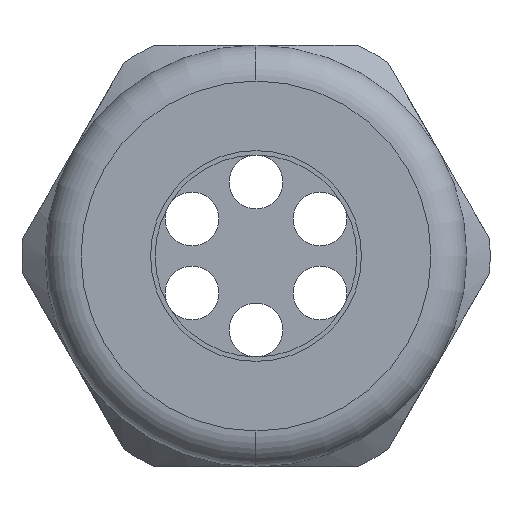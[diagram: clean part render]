
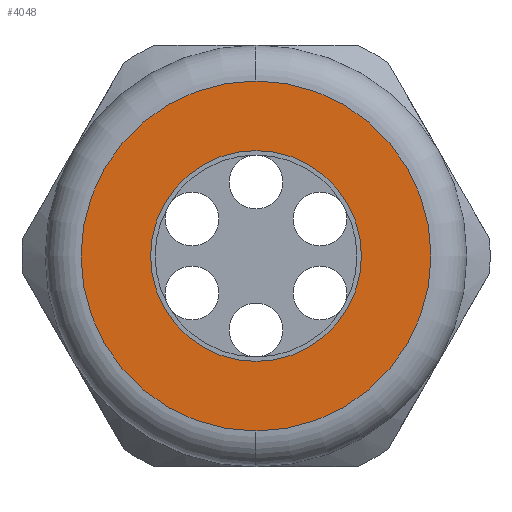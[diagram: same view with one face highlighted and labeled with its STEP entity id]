
A CAD part, left-side view. The second image highlights one B-rep face of the part: STEP entity #4048.
In plain terms, the highlighted planar face has unit normal (-1, 0, 0).
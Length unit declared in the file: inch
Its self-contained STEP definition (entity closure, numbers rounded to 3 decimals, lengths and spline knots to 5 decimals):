
#744 = VERTEX_POINT ( 'NONE', #2587 ) ;
#746 = EDGE_CURVE ( 'NONE', #747, #744, #2586, .T. ) ;
#747 = VERTEX_POINT ( 'NONE', #2641 ) ;
#775 = EDGE_CURVE ( 'NONE', #776, #777, #2655, .T. ) ;
#776 = VERTEX_POINT ( 'NONE', #2650 ) ;
#777 = VERTEX_POINT ( 'NONE', #2649 ) ;
#2583 = DIRECTION ( 'NONE',  ( -1., 0., 0. ) ) ;
#2584 = CARTESIAN_POINT ( 'NONE',  ( -1.25, 0., 0. ) ) ;
#2585 = AXIS2_PLACEMENT_3D ( 'NONE', #2584, #2583, #2642 ) ;
#2586 = CIRCLE ( 'NONE', #2585, 0.39 ) ;
#2587 = CARTESIAN_POINT ( 'NONE',  ( -1.25, 0., -0.39 ) ) ;
#2641 = CARTESIAN_POINT ( 'NONE',  ( -1.25, 0., 0.39 ) ) ;
#2642 = DIRECTION ( 'NONE',  ( 0., 0., 1. ) ) ;
#2649 = CARTESIAN_POINT ( 'NONE',  ( -1.25, 0., -0.235 ) ) ;
#2650 = CARTESIAN_POINT ( 'NONE',  ( -1.25, 0., 0.235 ) ) ;
#2651 = DIRECTION ( 'NONE',  ( 0., 0., -1. ) ) ;
#2652 = DIRECTION ( 'NONE',  ( 1., 0., 0. ) ) ;
#2653 = CARTESIAN_POINT ( 'NONE',  ( -1.25, 0., 0. ) ) ;
#2654 = AXIS2_PLACEMENT_3D ( 'NONE', #2653, #2652, #2651 ) ;
#2655 = CIRCLE ( 'NONE', #2654, 0.235 ) ;
#3775 = DIRECTION ( 'NONE',  ( 0., 0., 1. ) ) ;
#3776 = DIRECTION ( 'NONE',  ( -1., 0., 0. ) ) ;
#3777 = CARTESIAN_POINT ( 'NONE',  ( -1.25, 0., 0. ) ) ;
#3778 = AXIS2_PLACEMENT_3D ( 'NONE', #3777, #3776, #3775 ) ;
#3779 = CIRCLE ( 'NONE', #3778, 0.39 ) ;
#3806 = DIRECTION ( 'NONE',  ( 0., 0., 1. ) ) ;
#3807 = DIRECTION ( 'NONE',  ( -1., 0., 0. ) ) ;
#3808 = CARTESIAN_POINT ( 'NONE',  ( -1.25, 0.47, 0. ) ) ;
#3809 = AXIS2_PLACEMENT_3D ( 'NONE', #3808, #3807, #3806 ) ;
#3810 = PLANE ( 'NONE',  #3809 ) ;
#3811 = FACE_BOUND ( 'NONE', #4023, .T. ) ;
#3812 = FACE_OUTER_BOUND ( 'NONE', #4036, .T. ) ;
#3850 = DIRECTION ( 'NONE',  ( 0., 0., -1. ) ) ;
#3851 = DIRECTION ( 'NONE',  ( 1., 0., 0. ) ) ;
#3852 = CARTESIAN_POINT ( 'NONE',  ( -1.25, 0., 0. ) ) ;
#3853 = AXIS2_PLACEMENT_3D ( 'NONE', #3852, #3851, #3850 ) ;
#3854 = CIRCLE ( 'NONE', #3853, 0.235 ) ;
#4023 = EDGE_LOOP ( 'NONE', ( #4096, #4099 ) ) ;
#4030 = ORIENTED_EDGE ( 'NONE', *, *, #4033, .T. ) ;
#4031 = ORIENTED_EDGE ( 'NONE', *, *, #746, .T. ) ;
#4033 = EDGE_CURVE ( 'NONE', #744, #747, #3779, .T. ) ;
#4036 = EDGE_LOOP ( 'NONE', ( #4031, #4030 ) ) ;
#4048 = ADVANCED_FACE ( 'NONE', ( #3812, #3811 ), #3810, .T. ) ;
#4096 = ORIENTED_EDGE ( 'NONE', *, *, #4097, .T. ) ;
#4097 = EDGE_CURVE ( 'NONE', #777, #776, #3854, .T. ) ;
#4099 = ORIENTED_EDGE ( 'NONE', *, *, #775, .T. ) ;
